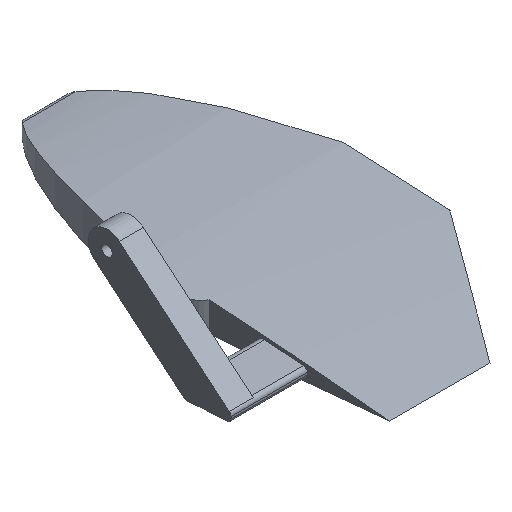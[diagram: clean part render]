
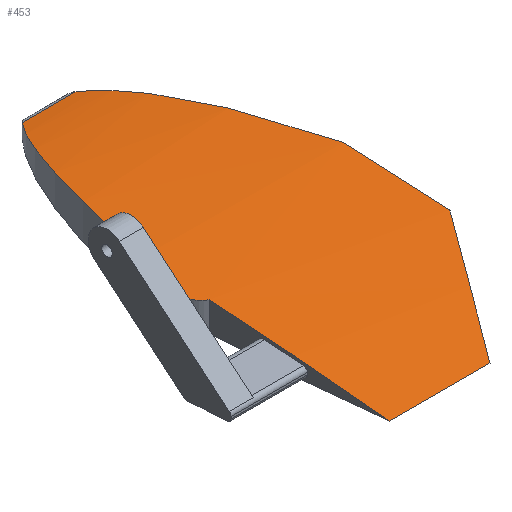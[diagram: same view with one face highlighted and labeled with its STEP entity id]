
A CAD part, isometric view. The second image highlights one B-rep face of the part: STEP entity #453.
In plain terms, the highlighted free-form (B-spline) face has degree [3, 1] with [4, 2] control points.
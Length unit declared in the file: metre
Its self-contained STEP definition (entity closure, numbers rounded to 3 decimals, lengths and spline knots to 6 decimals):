
#25=LINE('',#706,#58);
#26=LINE('',#745,#59);
#58=VECTOR('',#534,1.);
#59=VECTOR('',#535,1.);
#93=(
BOUNDED_CURVE()
B_SPLINE_CURVE(2,(#724,#725,#726),.UNSPECIFIED.,.F.,.F.)
B_SPLINE_CURVE_WITH_KNOTS((3,3),(0.,1.),.PIECEWISE_BEZIER_KNOTS.)
CURVE()
GEOMETRIC_REPRESENTATION_ITEM()
RATIONAL_B_SPLINE_CURVE((1.,1.,1.))
REPRESENTATION_ITEM('')
);
#94=(
BOUNDED_CURVE()
B_SPLINE_CURVE(2,(#732,#733,#734),.UNSPECIFIED.,.F.,.F.)
B_SPLINE_CURVE_WITH_KNOTS((3,3),(0.,1.),.PIECEWISE_BEZIER_KNOTS.)
CURVE()
GEOMETRIC_REPRESENTATION_ITEM()
RATIONAL_B_SPLINE_CURVE((1.,1.,1.))
REPRESENTATION_ITEM('')
);
#95=(
BOUNDED_CURVE()
B_SPLINE_CURVE(2,(#756,#757,#758),.UNSPECIFIED.,.F.,.F.)
B_SPLINE_CURVE_WITH_KNOTS((3,3),(0.,1.),.PIECEWISE_BEZIER_KNOTS.)
CURVE()
GEOMETRIC_REPRESENTATION_ITEM()
RATIONAL_B_SPLINE_CURVE((1.,1.,1.))
REPRESENTATION_ITEM('')
);
#97=B_SPLINE_SURFACE_WITH_KNOTS('',3,1,((#707,#708),(#709,#710),(#711,#712),
(#713,#714)),.SURF_OF_LINEAR_EXTRUSION.,.F.,.F.,.F.,(4,4),(2,2),(0.025392,
1.),(0.,1.),.PIECEWISE_BEZIER_KNOTS.);
#105=B_SPLINE_CURVE_WITH_KNOTS('',3,(#715,#716,#717,#718,#719,#720,#721),
 .UNSPECIFIED.,.F.,.F.,(4,1,1,1,4),(0.,0.001522,0.003044,
0.004566,0.006088),.UNSPECIFIED.);
#106=B_SPLINE_CURVE_WITH_KNOTS('',3,(#727,#728,#729,#730),.UNSPECIFIED.,
 .F.,.F.,(4,4),(0.,0.02156),.UNSPECIFIED.);
#107=B_SPLINE_CURVE_WITH_KNOTS('',3,(#736,#737,#738,#739,#740,#741,#742,
#743),.UNSPECIFIED.,.F.,.F.,(4,1,1,1,1,4),(0.,0.00642,
0.01284,0.01926,0.02247,0.02568),
 .UNSPECIFIED.);
#108=B_SPLINE_CURVE_WITH_KNOTS('',3,(#747,#748,#749,#750,#751,#752,#753,
#754),.UNSPECIFIED.,.F.,.F.,(4,1,1,1,1,4),(0.,0.003114,
0.006228,0.012457,0.018685,0.024914),
 .UNSPECIFIED.);
#124=ORIENTED_EDGE('',*,*,#258,.F.);
#125=ORIENTED_EDGE('',*,*,#259,.T.);
#126=ORIENTED_EDGE('',*,*,#257,.F.);
#127=ORIENTED_EDGE('',*,*,#260,.T.);
#128=ORIENTED_EDGE('',*,*,#261,.F.);
#129=ORIENTED_EDGE('',*,*,#262,.T.);
#130=ORIENTED_EDGE('',*,*,#263,.T.);
#131=ORIENTED_EDGE('',*,*,#264,.T.);
#132=ORIENTED_EDGE('',*,*,#265,.T.);
#257=EDGE_CURVE('',#324,#317,#25,.T.);
#258=EDGE_CURVE('',#325,#326,#105,.T.);
#259=EDGE_CURVE('',#325,#317,#93,.T.);
#260=EDGE_CURVE('',#324,#327,#106,.T.);
#261=EDGE_CURVE('',#328,#327,#94,.T.);
#262=EDGE_CURVE('',#328,#329,#107,.T.);
#263=EDGE_CURVE('',#329,#330,#26,.T.);
#264=EDGE_CURVE('',#330,#331,#108,.T.);
#265=EDGE_CURVE('',#331,#326,#95,.T.);
#317=VERTEX_POINT('',#664);
#324=VERTEX_POINT('',#705);
#325=VERTEX_POINT('',#722);
#326=VERTEX_POINT('',#723);
#327=VERTEX_POINT('',#731);
#328=VERTEX_POINT('',#735);
#329=VERTEX_POINT('',#744);
#330=VERTEX_POINT('',#746);
#331=VERTEX_POINT('',#755);
#378=EDGE_LOOP('',(#124,#125,#126,#127,#128,#129,#130,#131,#132));
#411=FACE_BOUND('',#378,.T.);
#453=ADVANCED_FACE('',(#411),#97,.F.);
#534=DIRECTION('',(-1.,0.,0.));
#535=DIRECTION('',(-1.,0.,0.));
#664=CARTESIAN_POINT('',(-0.016,-0.04,0.));
#705=CARTESIAN_POINT('',(-0.0035,-0.04,0.));
#706=CARTESIAN_POINT('',(0.044593,-0.04,0.));
#707=CARTESIAN_POINT('',(0.009,0.01419,0.000915));
#708=CARTESIAN_POINT('',(-0.017667,0.01419,0.000915));
#709=CARTESIAN_POINT('',(0.009,0.003635,0.00296));
#710=CARTESIAN_POINT('',(-0.017667,0.003635,0.00296));
#711=CARTESIAN_POINT('',(0.009,-0.014429,0.002656));
#712=CARTESIAN_POINT('',(-0.017667,-0.014429,0.002656));
#713=CARTESIAN_POINT('',(0.009,-0.04,0.));
#714=CARTESIAN_POINT('',(-0.017667,-0.04,0.));
#715=CARTESIAN_POINT('',(-0.016,-0.0175,0.001841));
#716=CARTESIAN_POINT('',(-0.016453,-0.017256,0.001855));
#717=CARTESIAN_POINT('',(-0.017209,-0.016531,0.001894));
#718=CARTESIAN_POINT('',(-0.017634,-0.015,0.00197));
#719=CARTESIAN_POINT('',(-0.017213,-0.013476,0.002037));
#720=CARTESIAN_POINT('',(-0.016453,-0.012744,0.002065));
#721=CARTESIAN_POINT('',(-0.016,-0.0125,0.002075));
#722=CARTESIAN_POINT('',(-0.016,-0.0175,0.001841));
#723=CARTESIAN_POINT('',(-0.016,-0.0125,0.002075));
#724=CARTESIAN_POINT('',(-0.016,0.015,0.00075));
#725=CARTESIAN_POINT('',(-0.016,-0.000644,0.004087));
#726=CARTESIAN_POINT('',(-0.016,-0.04,0.));
#727=CARTESIAN_POINT('',(-0.0035,-0.04,0.));
#728=CARTESIAN_POINT('',(0.000663,-0.034172,0.000605));
#729=CARTESIAN_POINT('',(0.004829,-0.02834,0.001132));
#730=CARTESIAN_POINT('',(0.009,-0.0225,0.001532));
#731=CARTESIAN_POINT('',(0.009,-0.0225,0.001532));
#732=CARTESIAN_POINT('',(0.009,0.015,0.00075));
#733=CARTESIAN_POINT('',(0.009,-0.000644,0.004087));
#734=CARTESIAN_POINT('',(0.009,-0.04,0.));
#735=CARTESIAN_POINT('',(0.009,-0.009229,0.002179));
#736=CARTESIAN_POINT('',(0.009,-0.009229,0.002179));
#737=CARTESIAN_POINT('',(0.008424,-0.007167,0.002231));
#738=CARTESIAN_POINT('',(0.007215,-0.003061,0.002283));
#739=CARTESIAN_POINT('',(0.00515,0.00302,0.002154));
#740=CARTESIAN_POINT('',(0.003102,0.007972,0.001811));
#741=CARTESIAN_POINT('',(0.001072,0.011695,0.001355));
#742=CARTESIAN_POINT('',(-0.000155,0.013413,0.001065));
#743=CARTESIAN_POINT('',(-0.000899,0.01419,0.000915));
#744=CARTESIAN_POINT('',(-0.000899,0.01419,0.000915));
#745=CARTESIAN_POINT('',(0.009,0.01419,0.000915));
#746=CARTESIAN_POINT('',(-0.00761,0.01419,0.000915));
#747=CARTESIAN_POINT('',(-0.00761,0.01419,0.000915));
#748=CARTESIAN_POINT('',(-0.008305,0.013412,0.001065));
#749=CARTESIAN_POINT('',(-0.009427,0.011691,0.001356));
#750=CARTESIAN_POINT('',(-0.011231,0.007942,0.001814));
#751=CARTESIAN_POINT('',(-0.012945,0.003046,0.002151));
#752=CARTESIAN_POINT('',(-0.014617,-0.002983,0.002282));
#753=CARTESIAN_POINT('',(-0.015558,-0.00704,0.002233));
#754=CARTESIAN_POINT('',(-0.016,-0.009076,0.002183));
#755=CARTESIAN_POINT('',(-0.016,-0.009076,0.002183));
#756=CARTESIAN_POINT('',(-0.016,0.015,0.00075));
#757=CARTESIAN_POINT('',(-0.016,-0.000644,0.004087));
#758=CARTESIAN_POINT('',(-0.016,-0.04,0.));
